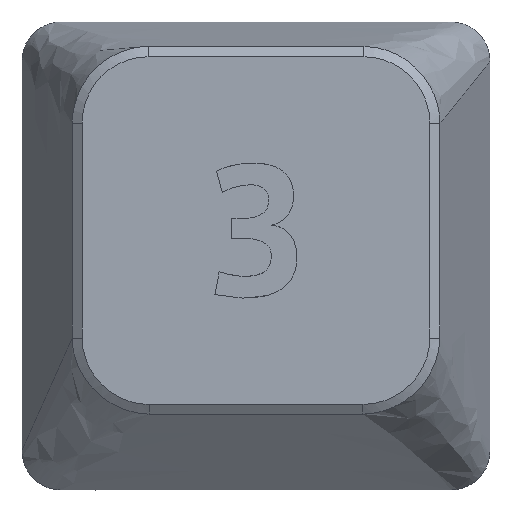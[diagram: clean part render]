
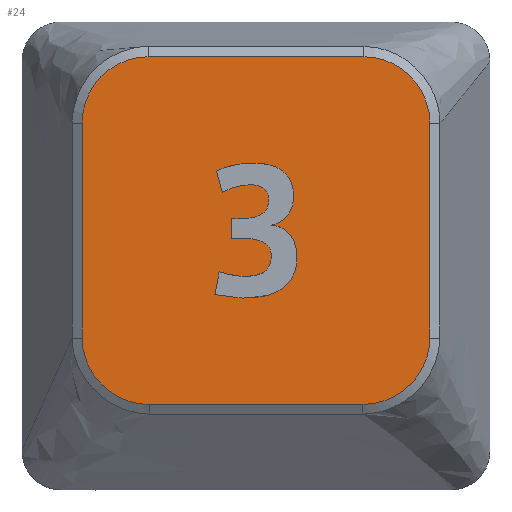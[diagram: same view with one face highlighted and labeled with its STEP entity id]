
A CAD part, top view. The second image highlights one B-rep face of the part: STEP entity #24.
In plain terms, the highlighted planar face has unit normal (0, 0, 1).
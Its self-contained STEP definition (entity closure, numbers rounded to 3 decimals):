
#17=FACE_BOUND('',#155,.T.);
#24=ADVANCED_FACE('',(#88,#17),#1007,.T.);
#88=FACE_OUTER_BOUND('',#154,.T.);
#154=EDGE_LOOP('',(#251,#252,#253,#254,#255,#256,#257,#258));
#155=EDGE_LOOP('',(#259,#260,#261,#262,#263,#264,#265,#266,#267));
#251=ORIENTED_EDGE('',*,*,#555,.T.);
#252=ORIENTED_EDGE('',*,*,#575,.T.);
#253=ORIENTED_EDGE('',*,*,#573,.T.);
#254=ORIENTED_EDGE('',*,*,#571,.T.);
#255=ORIENTED_EDGE('',*,*,#569,.T.);
#256=ORIENTED_EDGE('',*,*,#552,.T.);
#257=ORIENTED_EDGE('',*,*,#566,.T.);
#258=ORIENTED_EDGE('',*,*,#564,.T.);
#259=ORIENTED_EDGE('',*,*,#666,.F.);
#260=ORIENTED_EDGE('',*,*,#665,.F.);
#261=ORIENTED_EDGE('',*,*,#664,.F.);
#262=ORIENTED_EDGE('',*,*,#663,.F.);
#263=ORIENTED_EDGE('',*,*,#662,.F.);
#264=ORIENTED_EDGE('',*,*,#661,.F.);
#265=ORIENTED_EDGE('',*,*,#660,.F.);
#266=ORIENTED_EDGE('',*,*,#659,.F.);
#267=ORIENTED_EDGE('',*,*,#658,.F.);
#552=EDGE_CURVE('',#880,#879,#741,.T.);
#555=EDGE_CURVE('',#870,#884,#744,.T.);
#564=EDGE_CURVE('',#878,#870,#753,.T.);
#566=EDGE_CURVE('',#879,#878,#755,.T.);
#569=EDGE_CURVE('',#881,#880,#758,.T.);
#571=EDGE_CURVE('',#882,#881,#760,.T.);
#573=EDGE_CURVE('',#883,#882,#762,.T.);
#575=EDGE_CURVE('',#884,#883,#764,.T.);
#658=EDGE_CURVE('',#931,#932,#833,.T.);
#659=EDGE_CURVE('',#932,#933,#834,.T.);
#660=EDGE_CURVE('',#933,#934,#835,.T.);
#661=EDGE_CURVE('',#934,#935,#836,.T.);
#662=EDGE_CURVE('',#935,#936,#837,.T.);
#663=EDGE_CURVE('',#936,#937,#838,.T.);
#664=EDGE_CURVE('',#937,#938,#839,.T.);
#665=EDGE_CURVE('',#938,#939,#840,.T.);
#666=EDGE_CURVE('',#939,#931,#841,.T.);
#741=B_SPLINE_CURVE_WITH_KNOTS('',3,(#1598,#1599,#1600,#1601),
 .UNSPECIFIED.,.F.,.F.,(4,4),(-20.393,-12.086),
 .UNSPECIFIED.);
#744=B_SPLINE_CURVE_WITH_KNOTS('',3,(#1608,#1609,#1610,#1611,#1612),
 .UNSPECIFIED.,.F.,.F.,(4,1,4),(-48.917,-46.906,-44.896),
 .UNSPECIFIED.);
#753=B_SPLINE_CURVE_WITH_KNOTS('',3,(#1647,#1648,#1649,#1650),
 .UNSPECIFIED.,.F.,.F.,(4,4),(-8.095,0.17),
 .UNSPECIFIED.);
#755=B_SPLINE_CURVE_WITH_KNOTS('',3,(#1653,#1654,#1655,#1656,#1657),
 .UNSPECIFIED.,.F.,.F.,(4,1,4),(-12.086,-10.092,-8.095),
 .UNSPECIFIED.);
#758=B_SPLINE_CURVE_WITH_KNOTS('',3,(#1662,#1663,#1664,#1665,#1666),
 .UNSPECIFIED.,.F.,.F.,(4,1,4),(-24.384,-22.386,-20.393),
 .UNSPECIFIED.);
#760=B_SPLINE_CURVE_WITH_KNOTS('',3,(#1669,#1670,#1671,#1672),
 .UNSPECIFIED.,.F.,.F.,(4,4),(-32.649,-24.384),
 .UNSPECIFIED.);
#762=B_SPLINE_CURVE_WITH_KNOTS('',3,(#1675,#1676,#1677,#1678,#1679),
 .UNSPECIFIED.,.F.,.F.,(4,1,4),(-36.669,-34.66,-32.649),
 .UNSPECIFIED.);
#764=B_SPLINE_CURVE_WITH_KNOTS('',3,(#1682,#1683,#1684,#1685),
 .UNSPECIFIED.,.F.,.F.,(4,4),(-44.896,-36.669),
 .UNSPECIFIED.);
#833=B_SPLINE_CURVE_WITH_KNOTS('',3,(#1991,#1992,#1993,#1994,#1995,#1996,
#1997,#1998,#1999,#2000),.UNSPECIFIED.,.F.,.F.,(4,3,3,4),(-20.,-19.,-18.,
-17.),.UNSPECIFIED.);
#834=B_SPLINE_CURVE_WITH_KNOTS('',1,(#2001,#2002),.UNSPECIFIED.,.F.,.F.,
(2,2),(-17.,-16.),.UNSPECIFIED.);
#835=B_SPLINE_CURVE_WITH_KNOTS('',3,(#2003,#2004,#2005,#2006,#2007,#2008,
#2009,#2010,#2011,#2012),.UNSPECIFIED.,.F.,.F.,(4,3,3,4),(-16.,-15.,-14.,
-13.),.UNSPECIFIED.);
#836=B_SPLINE_CURVE_WITH_KNOTS('',1,(#2013,#2014),.UNSPECIFIED.,.F.,.F.,
(2,2),(-13.,-12.),.UNSPECIFIED.);
#837=B_SPLINE_CURVE_WITH_KNOTS('',1,(#2015,#2016),.UNSPECIFIED.,.F.,.F.,
(2,2),(-12.,-11.),.UNSPECIFIED.);
#838=B_SPLINE_CURVE_WITH_KNOTS('',1,(#2017,#2018),.UNSPECIFIED.,.F.,.F.,
(2,2),(-11.,-10.),.UNSPECIFIED.);
#839=B_SPLINE_CURVE_WITH_KNOTS('',3,(#2019,#2020,#2021,#2022,#2023,#2024,
#2025,#2026,#2027,#2028),.UNSPECIFIED.,.F.,.F.,(4,3,3,4),(-10.,-9.,-8.,
-7.),.UNSPECIFIED.);
#840=B_SPLINE_CURVE_WITH_KNOTS('',1,(#2029,#2030),.UNSPECIFIED.,.F.,.F.,
(2,2),(-7.,-6.),.UNSPECIFIED.);
#841=B_SPLINE_CURVE_WITH_KNOTS('',3,(#2031,#2032,#2033,#2034,#2035,#2036,
#2037,#2038,#2039,#2040),.UNSPECIFIED.,.F.,.F.,(4,3,3,4),(-6.,-5.,-4.,-3.),
 .UNSPECIFIED.);
#870=VERTEX_POINT('',#1448);
#878=VERTEX_POINT('',#1456);
#879=VERTEX_POINT('',#1457);
#880=VERTEX_POINT('',#1458);
#881=VERTEX_POINT('',#1459);
#882=VERTEX_POINT('',#1460);
#883=VERTEX_POINT('',#1461);
#884=VERTEX_POINT('',#1462);
#931=VERTEX_POINT('',#1509);
#932=VERTEX_POINT('',#1510);
#933=VERTEX_POINT('',#1511);
#934=VERTEX_POINT('',#1512);
#935=VERTEX_POINT('',#1513);
#936=VERTEX_POINT('',#1514);
#937=VERTEX_POINT('',#1515);
#938=VERTEX_POINT('',#1516);
#939=VERTEX_POINT('',#1517);
#1007=PLANE('',#1073);
#1073=AXIS2_PLACEMENT_3D('',#1399,#1122,$);
#1122=DIRECTION('',(0.,0.,1.));
#1399=CARTESIAN_POINT('',(35.86,-10.86,14.));
#1448=CARTESIAN_POINT('',(36.312,-22.17,14.));
#1456=CARTESIAN_POINT('',(36.312,-13.905,14.));
#1457=CARTESIAN_POINT('',(38.847,-11.353,14.));
#1458=CARTESIAN_POINT('',(47.153,-11.353,14.));
#1459=CARTESIAN_POINT('',(49.688,-13.905,14.));
#1460=CARTESIAN_POINT('',(49.688,-22.17,14.));
#1461=CARTESIAN_POINT('',(47.114,-24.723,14.));
#1462=CARTESIAN_POINT('',(38.886,-24.723,14.));
#1509=CARTESIAN_POINT('',(43.602,-17.823,14.));
#1510=CARTESIAN_POINT('',(41.48,-15.746,14.));
#1511=CARTESIAN_POINT('',(41.708,-16.56,14.));
#1512=CARTESIAN_POINT('',(42.359,-17.582,14.));
#1513=CARTESIAN_POINT('',(42.053,-17.582,14.));
#1514=CARTESIAN_POINT('',(42.053,-18.337,14.));
#1515=CARTESIAN_POINT('',(42.554,-18.337,14.));
#1516=CARTESIAN_POINT('',(41.584,-19.626,14.));
#1517=CARTESIAN_POINT('',(41.421,-20.499,14.));
#1598=CARTESIAN_POINT('',(47.153,-11.353,14.));
#1599=CARTESIAN_POINT('',(44.384,-11.353,14.));
#1600=CARTESIAN_POINT('',(41.616,-11.353,14.));
#1601=CARTESIAN_POINT('',(38.847,-11.353,14.));
#1608=CARTESIAN_POINT('',(36.312,-22.17,14.));
#1609=CARTESIAN_POINT('',(36.309,-22.843,14.));
#1610=CARTESIAN_POINT('',(36.888,-24.165,14.));
#1611=CARTESIAN_POINT('',(38.215,-24.726,14.));
#1612=CARTESIAN_POINT('',(38.886,-24.723,14.));
#1647=CARTESIAN_POINT('',(36.312,-13.905,14.));
#1648=CARTESIAN_POINT('',(36.312,-16.66,14.));
#1649=CARTESIAN_POINT('',(36.312,-19.415,14.));
#1650=CARTESIAN_POINT('',(36.312,-22.17,14.));
#1653=CARTESIAN_POINT('',(38.847,-11.353,14.));
#1654=CARTESIAN_POINT('',(38.18,-11.349,14.));
#1655=CARTESIAN_POINT('',(36.864,-11.918,14.));
#1656=CARTESIAN_POINT('',(36.309,-13.238,14.));
#1657=CARTESIAN_POINT('',(36.312,-13.905,14.));
#1662=CARTESIAN_POINT('',(49.688,-13.905,14.));
#1663=CARTESIAN_POINT('',(49.691,-13.238,14.));
#1664=CARTESIAN_POINT('',(49.136,-11.918,14.));
#1665=CARTESIAN_POINT('',(47.82,-11.349,14.));
#1666=CARTESIAN_POINT('',(47.153,-11.353,14.));
#1669=CARTESIAN_POINT('',(49.688,-22.17,14.));
#1670=CARTESIAN_POINT('',(49.688,-19.415,14.));
#1671=CARTESIAN_POINT('',(49.688,-16.66,14.));
#1672=CARTESIAN_POINT('',(49.688,-13.905,14.));
#1675=CARTESIAN_POINT('',(47.114,-24.723,14.));
#1676=CARTESIAN_POINT('',(47.785,-24.726,14.));
#1677=CARTESIAN_POINT('',(49.112,-24.165,14.));
#1678=CARTESIAN_POINT('',(49.691,-22.843,14.));
#1679=CARTESIAN_POINT('',(49.688,-22.17,14.));
#1682=CARTESIAN_POINT('',(38.886,-24.723,14.));
#1683=CARTESIAN_POINT('',(41.629,-24.723,14.));
#1684=CARTESIAN_POINT('',(44.371,-24.723,14.));
#1685=CARTESIAN_POINT('',(47.114,-24.723,14.));
#1991=CARTESIAN_POINT('',(43.602,-17.823,14.));
#1992=CARTESIAN_POINT('',(43.98,-17.764,14.));
#1993=CARTESIAN_POINT('',(44.442,-17.387,14.));
#1994=CARTESIAN_POINT('',(44.442,-16.742,14.));
#1995=CARTESIAN_POINT('',(44.442,-15.779,14.));
#1996=CARTESIAN_POINT('',(43.811,-15.44,14.));
#1997=CARTESIAN_POINT('',(42.84,-15.44,14.));
#1998=CARTESIAN_POINT('',(42.352,-15.44,14.));
#1999=CARTESIAN_POINT('',(41.766,-15.59,14.));
#2000=CARTESIAN_POINT('',(41.48,-15.746,14.));
#2001=CARTESIAN_POINT('',(41.48,-15.746,14.));
#2002=CARTESIAN_POINT('',(41.708,-16.56,14.));
#2003=CARTESIAN_POINT('',(41.708,-16.56,14.));
#2004=CARTESIAN_POINT('',(42.053,-16.371,14.));
#2005=CARTESIAN_POINT('',(42.482,-16.274,14.));
#2006=CARTESIAN_POINT('',(42.795,-16.274,14.));
#2007=CARTESIAN_POINT('',(43.205,-16.274,14.));
#2008=CARTESIAN_POINT('',(43.492,-16.462,14.));
#2009=CARTESIAN_POINT('',(43.492,-16.846,14.));
#2010=CARTESIAN_POINT('',(43.492,-17.322,14.));
#2011=CARTESIAN_POINT('',(43.173,-17.582,14.));
#2012=CARTESIAN_POINT('',(42.359,-17.582,14.));
#2013=CARTESIAN_POINT('',(42.359,-17.582,14.));
#2014=CARTESIAN_POINT('',(42.053,-17.582,14.));
#2015=CARTESIAN_POINT('',(42.053,-17.582,14.));
#2016=CARTESIAN_POINT('',(42.053,-18.337,14.));
#2017=CARTESIAN_POINT('',(42.053,-18.337,14.));
#2018=CARTESIAN_POINT('',(42.554,-18.337,14.));
#2019=CARTESIAN_POINT('',(42.554,-18.337,14.));
#2020=CARTESIAN_POINT('',(43.244,-18.337,14.));
#2021=CARTESIAN_POINT('',(43.589,-18.572,14.));
#2022=CARTESIAN_POINT('',(43.589,-19.014,14.));
#2023=CARTESIAN_POINT('',(43.589,-19.639,14.));
#2024=CARTESIAN_POINT('',(43.127,-19.796,14.));
#2025=CARTESIAN_POINT('',(42.567,-19.796,14.));
#2026=CARTESIAN_POINT('',(42.274,-19.796,14.));
#2027=CARTESIAN_POINT('',(41.825,-19.711,14.));
#2028=CARTESIAN_POINT('',(41.584,-19.626,14.));
#2029=CARTESIAN_POINT('',(41.584,-19.626,14.));
#2030=CARTESIAN_POINT('',(41.421,-20.499,14.));
#2031=CARTESIAN_POINT('',(41.421,-20.499,14.));
#2032=CARTESIAN_POINT('',(41.773,-20.583,14.));
#2033=CARTESIAN_POINT('',(42.326,-20.636,14.));
#2034=CARTESIAN_POINT('',(42.587,-20.636,14.));
#2035=CARTESIAN_POINT('',(43.98,-20.636,14.));
#2036=CARTESIAN_POINT('',(44.579,-19.965,14.));
#2037=CARTESIAN_POINT('',(44.579,-19.086,14.));
#2038=CARTESIAN_POINT('',(44.579,-18.324,14.));
#2039=CARTESIAN_POINT('',(44.201,-17.901,14.));
#2040=CARTESIAN_POINT('',(43.602,-17.823,14.));
